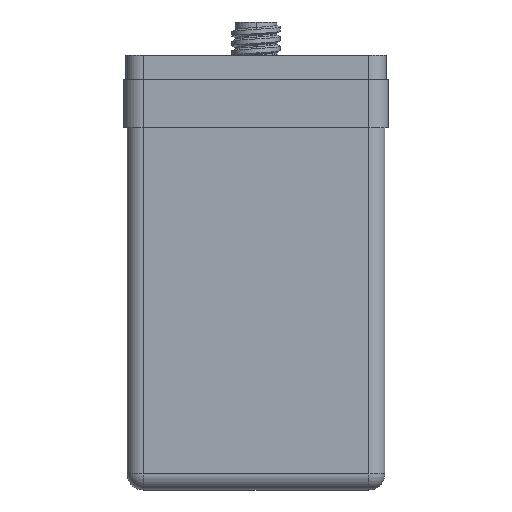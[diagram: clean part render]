
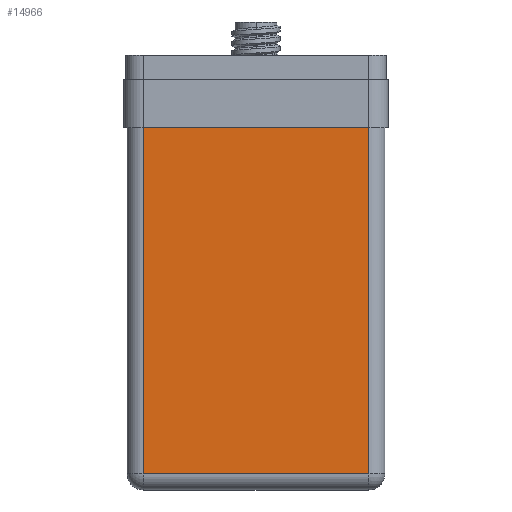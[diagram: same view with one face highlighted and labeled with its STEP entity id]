
A CAD part, left-side view. The second image highlights one B-rep face of the part: STEP entity #14966.
In plain terms, the highlighted planar face has unit normal (-1, 0, 0).
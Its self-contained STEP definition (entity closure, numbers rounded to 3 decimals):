
#568 = PLANE ( 'NONE',  #9160 ) ;
#1157 = DIRECTION ( 'NONE',  ( 0., 1., 0. ) ) ;
#1900 = VERTEX_POINT ( 'NONE', #32140 ) ;
#2067 = VERTEX_POINT ( 'NONE', #3340 ) ;
#2241 = CARTESIAN_POINT ( 'NONE',  ( -8., -7., -25.5 ) ) ;
#3340 = CARTESIAN_POINT ( 'NONE',  ( -8., 7., -3. ) ) ;
#4045 = ORIENTED_EDGE ( 'NONE', *, *, #13633, .T. ) ;
#4375 = VECTOR ( 'NONE', #1157, 1000. ) ;
#5551 = FACE_OUTER_BOUND ( 'NONE', #29936, .T. ) ;
#5786 = CARTESIAN_POINT ( 'NONE',  ( -8., 8., -24.5 ) ) ;
#5937 = DIRECTION ( 'NONE',  ( -1., 0., 0. ) ) ;
#6499 = LINE ( 'NONE', #2241, #25923 ) ;
#7747 = CARTESIAN_POINT ( 'NONE',  ( -8., -7., -24.5 ) ) ;
#9099 = CARTESIAN_POINT ( 'NONE',  ( -8., 8., -3. ) ) ;
#9160 = AXIS2_PLACEMENT_3D ( 'NONE', #21818, #5937, #24427 ) ;
#9183 = LINE ( 'NONE', #33324, #28572 ) ;
#10741 = EDGE_CURVE ( 'NONE', #2067, #1900, #9183, .T. ) ;
#12045 = EDGE_CURVE ( 'NONE', #1900, #14301, #21122, .T. ) ;
#13373 = EDGE_CURVE ( 'NONE', #14301, #14008, #6499, .T. ) ;
#13633 = EDGE_CURVE ( 'NONE', #14008, #2067, #26325, .T. ) ;
#14008 = VERTEX_POINT ( 'NONE', #32195 ) ;
#14301 = VERTEX_POINT ( 'NONE', #7747 ) ;
#14944 = VECTOR ( 'NONE', #26815, 1000. ) ;
#14966 = ADVANCED_FACE ( 'NONE', ( #5551 ), #568, .T. ) ;
#21122 = LINE ( 'NONE', #5786, #14944 ) ;
#21818 = CARTESIAN_POINT ( 'NONE',  ( -8., 8., -25.5 ) ) ;
#24427 = DIRECTION ( 'NONE',  ( 0., -1., 0. ) ) ;
#25525 = DIRECTION ( 'NONE',  ( 0., 0., -1. ) ) ;
#25923 = VECTOR ( 'NONE', #33878, 1000. ) ;
#26325 = LINE ( 'NONE', #9099, #4375 ) ;
#26815 = DIRECTION ( 'NONE',  ( 0., -1., 0. ) ) ;
#28572 = VECTOR ( 'NONE', #25525, 1000. ) ;
#29936 = EDGE_LOOP ( 'NONE', ( #30834, #4045, #31789, #31717 ) ) ;
#30834 = ORIENTED_EDGE ( 'NONE', *, *, #13373, .T. ) ;
#31717 = ORIENTED_EDGE ( 'NONE', *, *, #12045, .T. ) ;
#31789 = ORIENTED_EDGE ( 'NONE', *, *, #10741, .T. ) ;
#32140 = CARTESIAN_POINT ( 'NONE',  ( -8., 7., -24.5 ) ) ;
#32195 = CARTESIAN_POINT ( 'NONE',  ( -8., -7., -3. ) ) ;
#33324 = CARTESIAN_POINT ( 'NONE',  ( -8., 7., -25.5 ) ) ;
#33878 = DIRECTION ( 'NONE',  ( 0., 0., 1. ) ) ;
